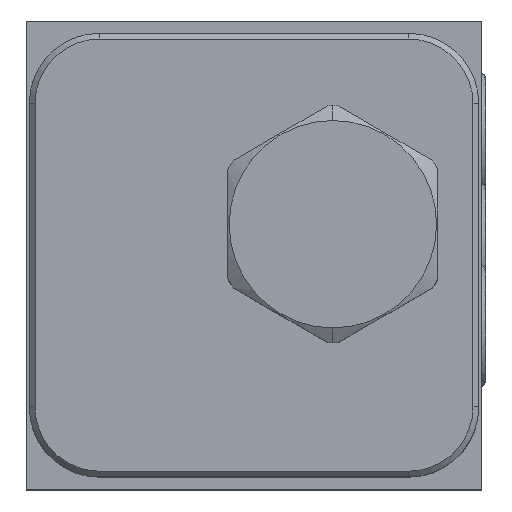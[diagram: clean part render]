
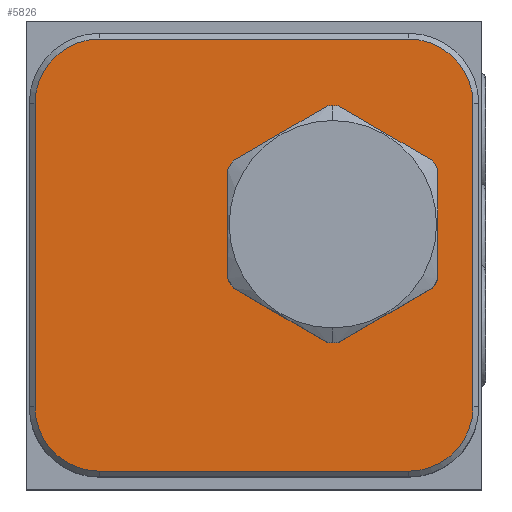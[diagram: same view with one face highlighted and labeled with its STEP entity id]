
A CAD part, top view. The second image highlights one B-rep face of the part: STEP entity #5826.
In plain terms, the highlighted planar face has unit normal (0, 0, 1).
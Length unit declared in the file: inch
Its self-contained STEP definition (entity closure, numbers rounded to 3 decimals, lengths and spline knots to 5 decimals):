
#3122=CARTESIAN_POINT('',(1.641,-1.085,5.094));
#3123=DIRECTION('',(0.,0.,-1.));
#3124=DIRECTION('',(-1.,0.,0.));
#3125=AXIS2_PLACEMENT_3D('',#3122,#3123,#3124);
#3127=CARTESIAN_POINT('',(1.641,-1.085,5.094));
#3128=DIRECTION('',(0.,0.,-1.));
#3129=DIRECTION('',(1.,0.,0.));
#3130=AXIS2_PLACEMENT_3D('',#3127,#3128,#3129);
#3132=CARTESIAN_POINT('',(2.047,-2.062,5.094));
#3133=DIRECTION('',(0.,0.,-1.));
#3134=DIRECTION('',(1.,0.,0.));
#3135=AXIS2_PLACEMENT_3D('',#3132,#3133,#3134);
#3146=DIRECTION('',(0.,-1.,0.));
#3147=VECTOR('',#3146,1.625);
#3148=CARTESIAN_POINT('',(2.391,-0.437,5.094));
#3149=LINE('',#3148,#3147);
#3158=CARTESIAN_POINT('',(2.047,-0.437,5.094));
#3159=DIRECTION('',(0.,0.,-1.));
#3160=DIRECTION('',(0.,1.,0.));
#3161=AXIS2_PLACEMENT_3D('',#3158,#3159,#3160);
#3172=DIRECTION('',(1.,0.,0.));
#3173=VECTOR('',#3172,1.656);
#3174=CARTESIAN_POINT('',(0.391,-0.093,5.094));
#3175=LINE('',#3174,#3173);
#3184=CARTESIAN_POINT('',(0.391,-0.437,5.094));
#3185=DIRECTION('',(0.,0.,-1.));
#3186=DIRECTION('',(-1.,0.,0.));
#3187=AXIS2_PLACEMENT_3D('',#3184,#3185,#3186);
#3198=DIRECTION('',(0.,1.,0.));
#3199=VECTOR('',#3198,1.625);
#3200=CARTESIAN_POINT('',(0.047,-2.062,5.094));
#3201=LINE('',#3200,#3199);
#3206=CARTESIAN_POINT('',(0.391,-2.062,5.094));
#3207=DIRECTION('',(0.,0.,-1.));
#3208=DIRECTION('',(0.,-1.,0.));
#3209=AXIS2_PLACEMENT_3D('',#3206,#3207,#3208);
#3224=DIRECTION('',(-1.,0.,0.));
#3225=VECTOR('',#3224,1.656);
#3226=CARTESIAN_POINT('',(2.047,-2.406,5.094));
#3227=LINE('',#3226,#3225);
#3868=CARTESIAN_POINT('',(1.101,-1.085,5.094));
#3869=CARTESIAN_POINT('',(2.181,-1.085,5.094));
#3870=VERTEX_POINT('',#3868);
#3871=VERTEX_POINT('',#3869);
#3930=CARTESIAN_POINT('',(0.047,-2.062,5.094));
#3931=CARTESIAN_POINT('',(0.047,-0.437,5.094));
#3932=VERTEX_POINT('',#3930);
#3933=VERTEX_POINT('',#3931);
#3938=CARTESIAN_POINT('',(0.391,-0.093,5.094));
#3939=VERTEX_POINT('',#3938);
#3942=CARTESIAN_POINT('',(2.047,-0.093,5.094));
#3943=VERTEX_POINT('',#3942);
#3946=CARTESIAN_POINT('',(2.391,-0.437,5.094));
#3947=VERTEX_POINT('',#3946);
#3950=CARTESIAN_POINT('',(2.391,-2.062,5.094));
#3951=VERTEX_POINT('',#3950);
#3954=CARTESIAN_POINT('',(2.047,-2.406,5.094));
#3955=VERTEX_POINT('',#3954);
#3958=CARTESIAN_POINT('',(0.391,-2.406,5.094));
#3959=VERTEX_POINT('',#3958);
#5798=CARTESIAN_POINT('',(0.,0.,5.094));
#5799=DIRECTION('',(0.,0.,1.));
#5800=DIRECTION('',(1.,0.,0.));
#5801=AXIS2_PLACEMENT_3D('',#5798,#5799,#5800);
#5802=PLANE('',#5801);
#5804=ORIENTED_EDGE('',*,*,#5803,.T.);
#5806=ORIENTED_EDGE('',*,*,#5805,.T.);
#5808=ORIENTED_EDGE('',*,*,#5807,.T.);
#5810=ORIENTED_EDGE('',*,*,#5809,.T.);
#5812=ORIENTED_EDGE('',*,*,#5811,.T.);
#5814=ORIENTED_EDGE('',*,*,#5813,.T.);
#5816=ORIENTED_EDGE('',*,*,#5815,.T.);
#5818=ORIENTED_EDGE('',*,*,#5817,.T.);
#5819=EDGE_LOOP('',(#5804,#5806,#5808,#5810,#5812,#5814,#5816,#5818));
#5820=FACE_OUTER_BOUND('',#5819,.F.);
#5822=ORIENTED_EDGE('',*,*,#5821,.F.);
#5823=ORIENTED_EDGE('',*,*,#5788,.F.);
#5824=EDGE_LOOP('',(#5822,#5823));
#5825=FACE_BOUND('',#5824,.F.);
#5826=ADVANCED_FACE('',(#5820,#5825),#5802,.T.);
#3126=CIRCLE('',#3125,0.54);
#3131=CIRCLE('',#3130,0.54);
#3136=CIRCLE('',#3135,0.344);
#3162=CIRCLE('',#3161,0.344);
#3188=CIRCLE('',#3187,0.344);
#3210=CIRCLE('',#3209,0.344);
#5788=EDGE_CURVE('',#3871,#3870,#3131,.T.);
#5803=EDGE_CURVE('',#3951,#3955,#3136,.T.);
#5805=EDGE_CURVE('',#3955,#3959,#3227,.T.);
#5807=EDGE_CURVE('',#3959,#3932,#3210,.T.);
#5809=EDGE_CURVE('',#3932,#3933,#3201,.T.);
#5811=EDGE_CURVE('',#3933,#3939,#3188,.T.);
#5813=EDGE_CURVE('',#3939,#3943,#3175,.T.);
#5815=EDGE_CURVE('',#3943,#3947,#3162,.T.);
#5817=EDGE_CURVE('',#3947,#3951,#3149,.T.);
#5821=EDGE_CURVE('',#3870,#3871,#3126,.T.);
